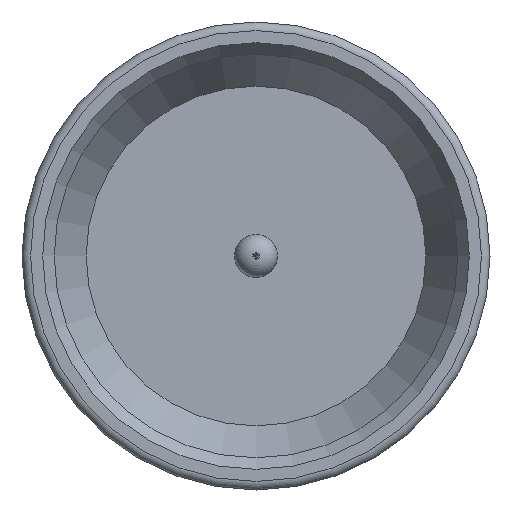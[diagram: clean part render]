
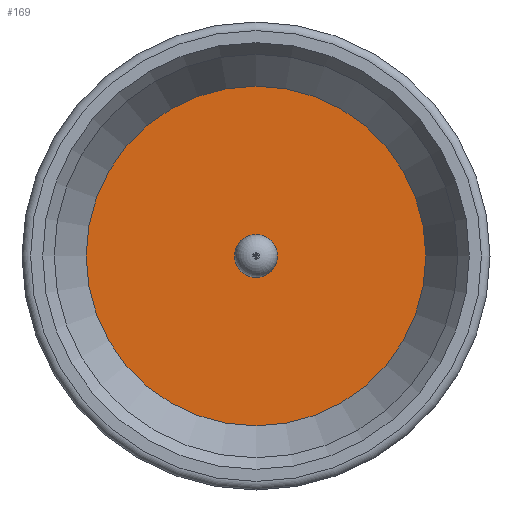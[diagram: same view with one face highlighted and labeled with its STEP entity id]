
A CAD part, left-side view. The second image highlights one B-rep face of the part: STEP entity #169.
In plain terms, the highlighted planar face has unit normal (-1, 0, 0).
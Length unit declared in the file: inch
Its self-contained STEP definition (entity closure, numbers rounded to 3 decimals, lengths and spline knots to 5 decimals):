
#19 = CIRCLE ( 'NONE', #115, 0.06254 ) ;
#43 = CARTESIAN_POINT ( 'NONE',  ( 0.11035, 0., 0.06254 ) ) ;
#57 = PLANE ( 'NONE',  #282 ) ;
#70 = DIRECTION ( 'NONE',  ( 0., 0., 1. ) ) ;
#97 = ORIENTED_EDGE ( 'NONE', *, *, #271, .T. ) ;
#115 = AXIS2_PLACEMENT_3D ( 'NONE', #181, #362, #360 ) ;
#124 = FACE_OUTER_BOUND ( 'NONE', #201, .T. ) ;
#162 = EDGE_LOOP ( 'NONE', ( #230 ) ) ;
#169 = ADVANCED_FACE ( 'NONE', ( #124, #246 ), #57, .T. ) ;
#181 = CARTESIAN_POINT ( 'NONE',  ( 0.11035, 0., 0. ) ) ;
#201 = EDGE_LOOP ( 'NONE', ( #97 ) ) ;
#211 = DIRECTION ( 'NONE',  ( 0., 0., 1. ) ) ;
#214 = CARTESIAN_POINT ( 'NONE',  ( 0.11035, -0.06254, 0. ) ) ;
#230 = ORIENTED_EDGE ( 'NONE', *, *, #429, .F. ) ;
#246 = FACE_BOUND ( 'NONE', #162, .T. ) ;
#261 = CARTESIAN_POINT ( 'NONE',  ( 0.11035, 0., 0.0075 ) ) ;
#267 = CARTESIAN_POINT ( 'NONE',  ( 0.11035, 0., 0. ) ) ;
#271 = EDGE_CURVE ( 'NONE', #297, #297, #19, .T. ) ;
#282 = AXIS2_PLACEMENT_3D ( 'NONE', #214, #419, #211 ) ;
#297 = VERTEX_POINT ( 'NONE', #43 ) ;
#301 = VERTEX_POINT ( 'NONE', #261 ) ;
#308 = AXIS2_PLACEMENT_3D ( 'NONE', #267, #376, #70 ) ;
#360 = DIRECTION ( 'NONE',  ( 0., 0., 1. ) ) ;
#362 = DIRECTION ( 'NONE',  ( -1., 0., 0. ) ) ;
#376 = DIRECTION ( 'NONE',  ( -1., 0., 0. ) ) ;
#385 = CIRCLE ( 'NONE', #308, 0.0075 ) ;
#419 = DIRECTION ( 'NONE',  ( -1., 0., 0. ) ) ;
#429 = EDGE_CURVE ( 'NONE', #301, #301, #385, .T. ) ;
